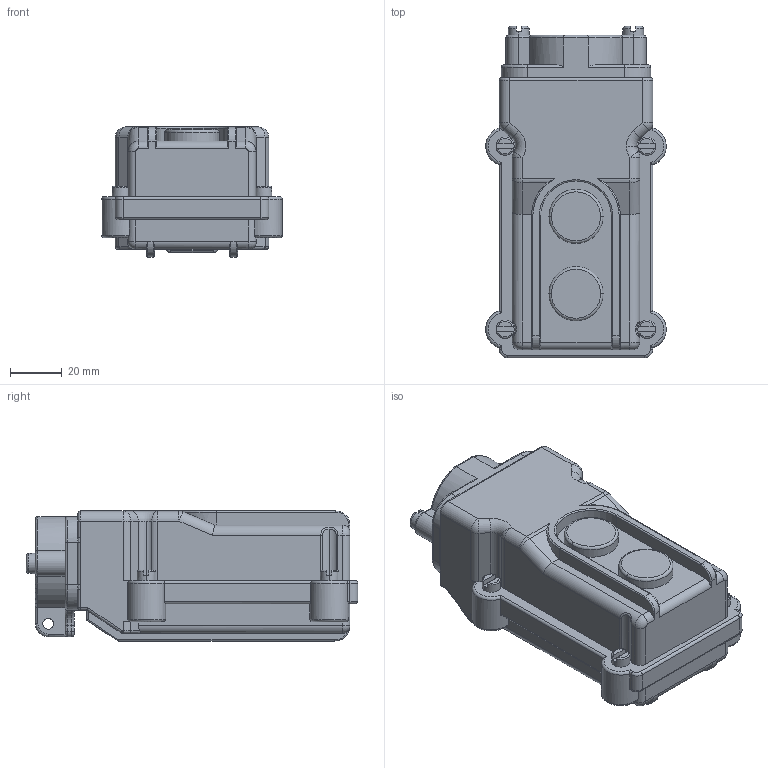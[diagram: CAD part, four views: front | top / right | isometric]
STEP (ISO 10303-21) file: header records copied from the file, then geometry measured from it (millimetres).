
FILE_DESCRIPTION (( 'STEP AP203' ), '1' );
FILE_NAME ('Ïóëüò êíîïî÷íûé ÏÊÒ-61 (pkt-61).STEP', '2019-04-08T12:25:09', ( '' ), ( '' ), 'SwSTEP 2.0', 'SolidWorks 2017', '' );
FILE_SCHEMA (( 'CONFIG_CONTROL_DESIGN' ));
Length unit declared in the file: millimetre
Products named in the file (1): Ïóëüò êíîïî÷íûé ÏÊÒ-61 (pkt-61)
Bounding box: 69.99 x 128.5 x 50.5 mm (x, y, z)
Volume: 275813.3 mm3; surface area: 35181.5 mm2
Topology: 1 solids, 1 shells, 384 faces, 949 edges, 564 vertices
Faces by surface type: cylinder 174, plane 110, torus 78, sphere 16, bspline 6
Entity records: 12130 total; most frequent: CARTESIAN_POINT 2961, DIRECTION 2013, ORIENTED_EDGE 1878, EDGE_CURVE 939, AXIS2_PLACEMENT_3D 794, VERTEX_POINT 564, VECTOR 425, LINE 425
